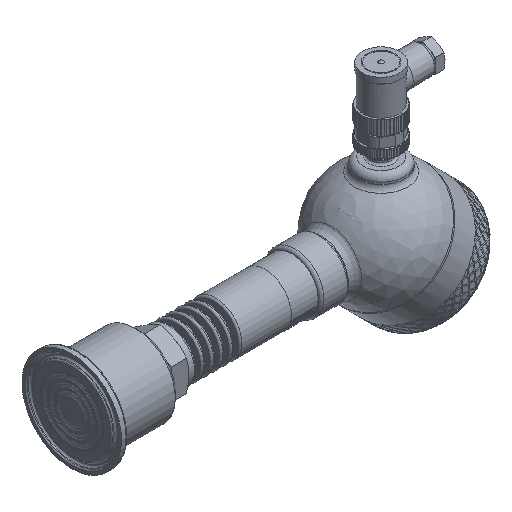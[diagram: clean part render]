
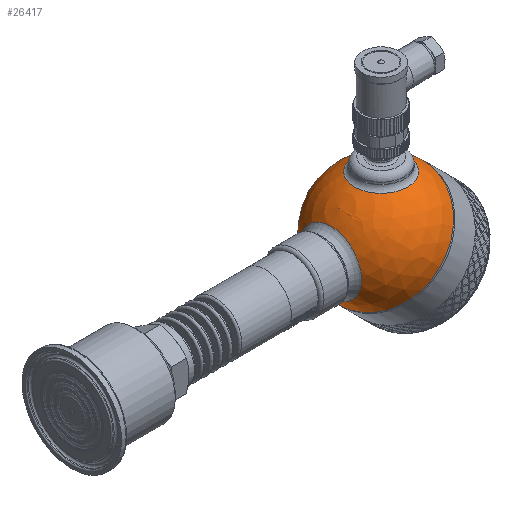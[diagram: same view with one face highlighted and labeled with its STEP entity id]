
A CAD part, isometric view. The second image highlights one B-rep face of the part: STEP entity #26417.
In plain terms, the highlighted spherical face has radius 30 mm.
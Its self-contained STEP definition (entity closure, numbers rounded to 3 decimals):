
#40=SPHERICAL_SURFACE('',#28134,30.);
#1047=FACE_BOUND('',#3728,.T.);
#1048=FACE_BOUND('',#3729,.T.);
#1991=FACE_OUTER_BOUND('',#3727,.T.);
#3727=EDGE_LOOP('',(#19419,#19420,#19421,#19422));
#3728=EDGE_LOOP('',(#19423));
#3729=EDGE_LOOP('',(#19424));
#5408=CIRCLE('',#28131,15.643);
#5411=CIRCLE('',#28135,30.);
#5412=CIRCLE('',#28136,30.);
#5413=CIRCLE('',#28137,30.);
#5414=CIRCLE('',#28138,13.5);
#10862=VERTEX_POINT('',#50696);
#10864=VERTEX_POINT('',#50702);
#10865=VERTEX_POINT('',#50703);
#10866=VERTEX_POINT('',#50705);
#10867=VERTEX_POINT('',#50708);
#14048=EDGE_CURVE('',#10862,#10862,#5408,.T.);
#14051=EDGE_CURVE('',#10864,#10865,#5411,.T.);
#14052=EDGE_CURVE('',#10864,#10866,#5412,.T.);
#14053=EDGE_CURVE('',#10865,#10864,#5413,.T.);
#14054=EDGE_CURVE('',#10867,#10867,#5414,.T.);
#19419=ORIENTED_EDGE('',*,*,#14051,.F.);
#19420=ORIENTED_EDGE('',*,*,#14052,.T.);
#19421=ORIENTED_EDGE('',*,*,#14052,.F.);
#19422=ORIENTED_EDGE('',*,*,#14053,.F.);
#19423=ORIENTED_EDGE('',*,*,#14048,.F.);
#19424=ORIENTED_EDGE('',*,*,#14054,.F.);
#26417=ADVANCED_FACE('',(#1991,#1047,#1048),#40,.T.);
#28131=AXIS2_PLACEMENT_3D('',#50697,#30550,#30551);
#28134=AXIS2_PLACEMENT_3D('',#50701,#30556,#30557);
#28135=AXIS2_PLACEMENT_3D('',#50704,#30558,#30559);
#28136=AXIS2_PLACEMENT_3D('',#50706,#30560,#30561);
#28137=AXIS2_PLACEMENT_3D('',#50707,#30562,#30563);
#28138=AXIS2_PLACEMENT_3D('',#50709,#30564,#30565);
#30550=DIRECTION('center_axis',(-0.707,0.,0.707));
#30551=DIRECTION('ref_axis',(0.707,0.,0.707));
#30556=DIRECTION('center_axis',(1.,0.,0.));
#30557=DIRECTION('ref_axis',(0.,-1.,0.));
#30558=DIRECTION('center_axis',(1.,0.,0.));
#30559=DIRECTION('ref_axis',(0.,1.,0.));
#30560=DIRECTION('center_axis',(0.,0.,1.));
#30561=DIRECTION('ref_axis',(0.,1.,0.));
#30562=DIRECTION('center_axis',(1.,0.,0.));
#30563=DIRECTION('ref_axis',(0.,1.,0.));
#30564=DIRECTION('center_axis',(-0.707,0.,-0.707));
#30565=DIRECTION('ref_axis',(-0.707,0.,0.707));
#50696=CARTESIAN_POINT('',(-29.162,0.,7.04));
#50697=CARTESIAN_POINT('Origin',(-18.101,0.,18.101));
#50701=CARTESIAN_POINT('Origin',(0.,0.,0.));
#50702=CARTESIAN_POINT('',(0.,30.,0.));
#50703=CARTESIAN_POINT('',(0.,-30.,0.));
#50704=CARTESIAN_POINT('Origin',(0.,0.,0.));
#50705=CARTESIAN_POINT('',(-30.,0.,0.));
#50706=CARTESIAN_POINT('Origin',(0.,0.,0.));
#50707=CARTESIAN_POINT('Origin',(0.,0.,0.));
#50708=CARTESIAN_POINT('',(-9.398,0.,-28.49));
#50709=CARTESIAN_POINT('Origin',(-18.944,0.,-18.944));
